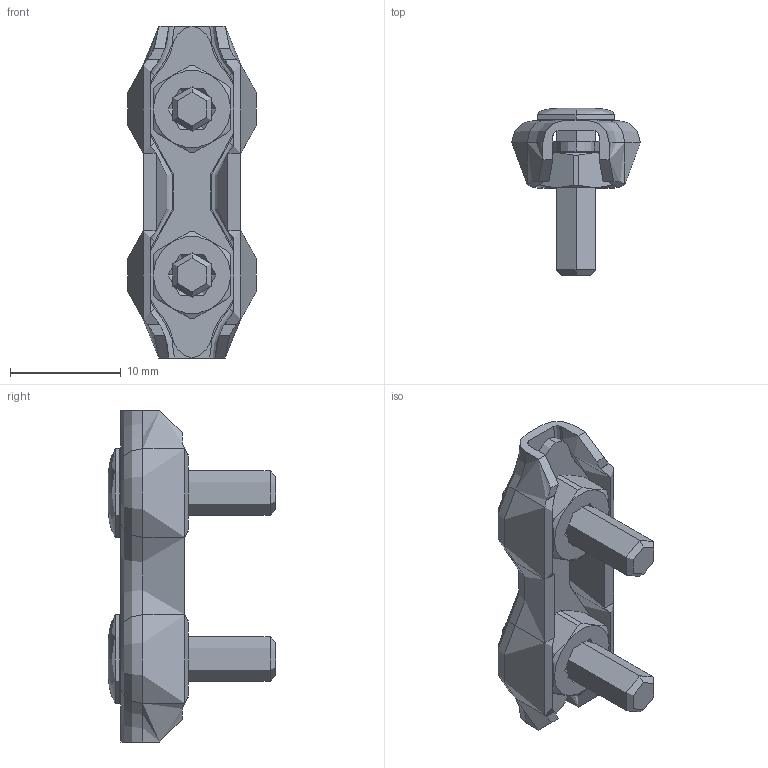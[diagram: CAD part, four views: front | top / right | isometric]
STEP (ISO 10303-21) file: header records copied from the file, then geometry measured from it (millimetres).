
FILE_DESCRIPTION (( 'STEP AP203' ), '1' );
FILE_NAME ('100063002.step', '2021-01-13T14:28:19', ( '' ), ( '' ), 'SwSTEP 2.0', 'SolidWorks 2018', '' );
FILE_SCHEMA (( 'CONFIG_CONTROL_DESIGN' ));
Length unit declared in the file: millimetre
Products named in the file (9): DIN 934 M4-M20; 10006300X Teil2; 100063002; 10006300X Teil2_100063002 Teil2; DIN 934 M4-M20_58321-240-4; 10006300X Teil1; 10006300X Teil1_100063002 Teil1
Assembly tree (7 placements, depth 2):
  10006300X Teil2
  100063002
    DIN 934 M4-M20
    10006300X Teil1
    DIN 934 M4-M20
  100063002
    10006300X Teil1_100063002 Teil1
    10006300X Teil2_100063002 Teil2
    DIN 934 M4-M20_58321-240-4  x2
Bounding box: 11.63 x 15.1 x 30 mm (x, y, z)
Volume: 1213.8 mm3; surface area: 2429.9 mm2
Topology: 6 solids, 6 shells, 441 faces, 1137 edges, 742 vertices
Faces by surface type: plane 151, bspline 142, cylinder 80, cone 36, torus 32
Entity records: 23486 total; most frequent: CARTESIAN_POINT 13524, ORIENTED_EDGE 2116, DIRECTION 1438, EDGE_CURVE 1058, VERTEX_POINT 688, VECTOR 518, LINE 518, AXIS2_PLACEMENT_3D 460
